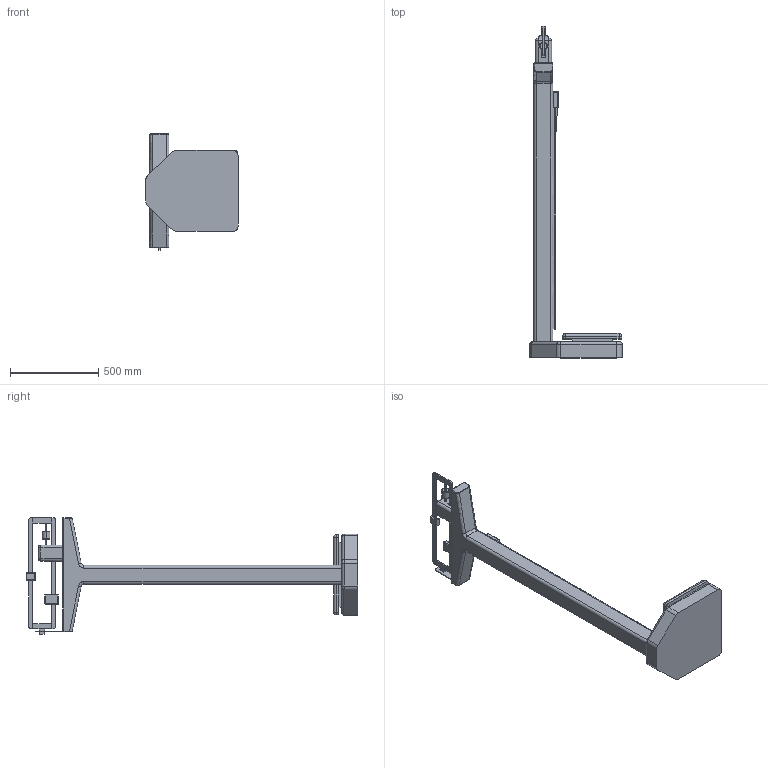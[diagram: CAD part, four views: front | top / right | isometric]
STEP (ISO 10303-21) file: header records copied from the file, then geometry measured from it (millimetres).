
FILE_DESCRIPTION(('FreeCAD Model'),'2;1');
FILE_NAME('Open CASCADE Shape Model','2025-04-29T12:55:45',('FreeCAD'),( 'FreeCAD'),'Open CASCADE STEP processor 7.6','FreeCAD','Unknown');
FILE_SCHEMA(('AUTOMOTIVE_DESIGN { 1 0 10303 214 1 1 1 1 }'));
Length unit declared in the file: millimetre
Products named in the file (1): Open CASCADE STEP translator 7.6 1
Bounding box: 521.53 x 1878.94 x 661.11 mm (x, y, z)
Volume: 50762851.4 mm3; surface area: 2247754.5 mm2
Topology: 15 solids, 15 shells, 296 faces, 695 edges, 398 vertices
Faces by surface type: bspline 296
Entity records: 7870 total; most frequent: CARTESIAN_POINT 3941, ORIENTED_EDGE 1330, EDGE_CURVE 665, B_SPLINE_CURVE_WITH_KNOTS 437, VERTEX_POINT 398, FACE_BOUND 307, EDGE_LOOP 307, ADVANCED_FACE 296
